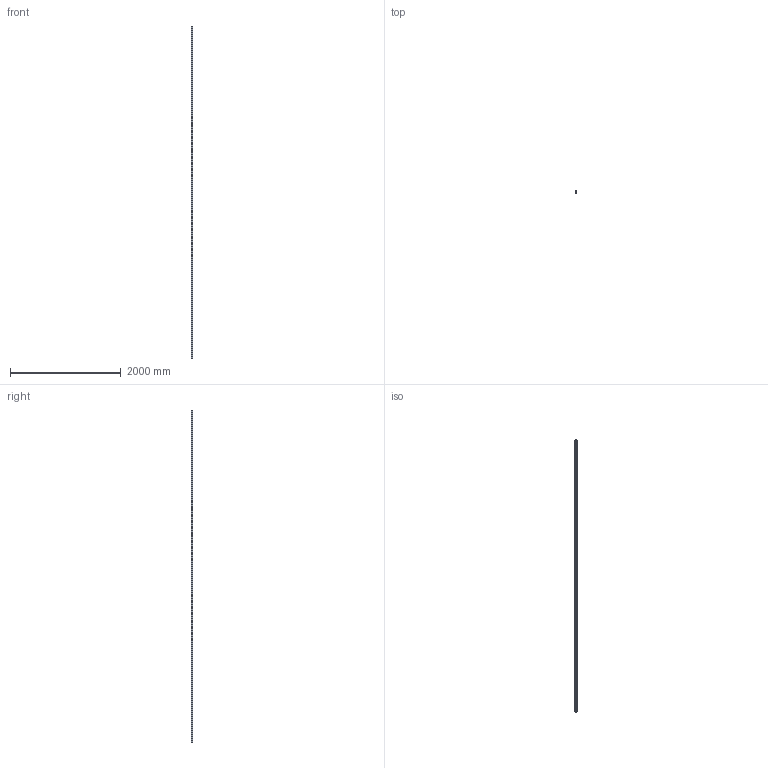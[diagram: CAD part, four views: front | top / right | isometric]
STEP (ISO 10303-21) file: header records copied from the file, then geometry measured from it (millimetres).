
FILE_DESCRIPTION (( 'STEP AP203' ), '1' );
FILE_NAME ('PA3030B.STEP', '2018-04-02T17:04:57', ( 'User2' ), ( '' ), 'SwSTEP 2.0', 'SolidWorks 2007', '' );
FILE_SCHEMA (( 'CONFIG_CONTROL_DESIGN' ));
Length unit declared in the file: millimetre
Products named in the file (1): PA3030B
Bounding box: 30 x 30 x 6000 mm (x, y, z)
Volume: 1784641.8 mm3; surface area: 2156898.3 mm2
Topology: 1 solids, 1 shells, 204 faces, 606 edges, 404 vertices
Faces by surface type: plane 114, cylinder 90
Entity records: 6967 total; most frequent: CARTESIAN_POINT 1215, ORIENTED_EDGE 1212, DIRECTION 1196, EDGE_CURVE 606, VECTOR 426, LINE 426, VERTEX_POINT 404, AXIS2_PLACEMENT_3D 385
